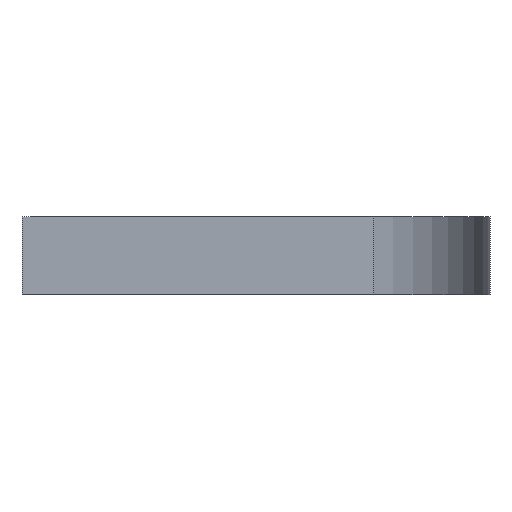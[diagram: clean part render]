
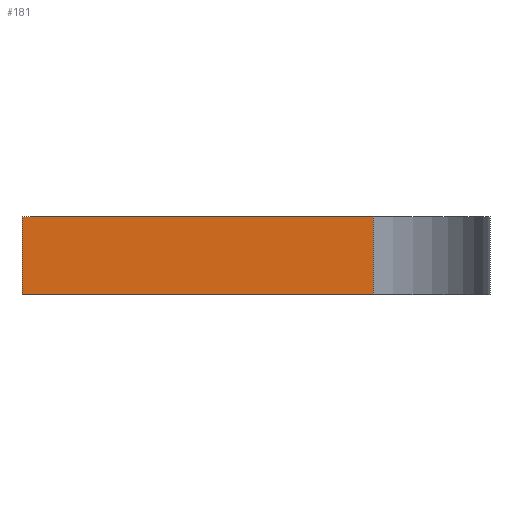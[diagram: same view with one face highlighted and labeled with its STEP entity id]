
A CAD part, left-side view. The second image highlights one B-rep face of the part: STEP entity #181.
In plain terms, the highlighted planar face has unit normal (1, 0, 0).
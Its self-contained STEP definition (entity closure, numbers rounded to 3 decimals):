
#129=CARTESIAN_POINT('Vertex',(110.,0.,0.)) ;
#132=CARTESIAN_POINT('Line Origine',(110.,0.,10.)) ;
#136=CARTESIAN_POINT('Vertex',(110.,0.,20.)) ;
#151=CARTESIAN_POINT('Axis2P3D Location',(110.,90.,0.)) ;
#156=CARTESIAN_POINT('Line Origine',(110.,45.,0.)) ;
#160=CARTESIAN_POINT('Vertex',(110.,90.,0.)) ;
#163=CARTESIAN_POINT('Line Origine',(110.,90.,10.)) ;
#167=CARTESIAN_POINT('Vertex',(110.,90.,20.)) ;
#170=CARTESIAN_POINT('Line Origine',(110.,45.,20.)) ;
#133=DIRECTION('Vector Direction',(0.,0.,1.)) ;
#152=DIRECTION('Axis2P3D Direction',(-1.,0.,0.)) ;
#153=DIRECTION('Axis2P3D XDirection',(0.,-1.,0.)) ;
#157=DIRECTION('Vector Direction',(0.,-1.,0.)) ;
#164=DIRECTION('Vector Direction',(0.,0.,1.)) ;
#171=DIRECTION('Vector Direction',(0.,-1.,0.)) ;
#154=AXIS2_PLACEMENT_3D('Plane Axis2P3D',#151,#152,#153) ;
#176=ORIENTED_EDGE('',*,*,#138,.F.) ;
#177=ORIENTED_EDGE('',*,*,#162,.T.) ;
#178=ORIENTED_EDGE('',*,*,#169,.T.) ;
#179=ORIENTED_EDGE('',*,*,#174,.F.) ;
#134=VECTOR('Line Direction',#133,1.) ;
#158=VECTOR('Line Direction',#157,1.) ;
#165=VECTOR('Line Direction',#164,1.) ;
#172=VECTOR('Line Direction',#171,1.) ;
#181=ADVANCED_FACE('\X2\62C94F38\X0\.1',(#180),#155,.F.) ;
#138=EDGE_CURVE('',#130,#137,#135,.T.) ;
#162=EDGE_CURVE('',#130,#161,#159,.F.) ;
#169=EDGE_CURVE('',#161,#168,#166,.T.) ;
#174=EDGE_CURVE('',#137,#168,#173,.F.) ;
#175=EDGE_LOOP('',(#176,#177,#178,#179)) ;
#180=FACE_OUTER_BOUND('',#175,.T.) ;
#135=LINE('Line',#132,#134) ;
#159=LINE('Line',#156,#158) ;
#166=LINE('Line',#163,#165) ;
#173=LINE('Line',#170,#172) ;
#155=PLANE('',#154) ;
#130=VERTEX_POINT('',#129) ;
#137=VERTEX_POINT('',#136) ;
#161=VERTEX_POINT('',#160) ;
#168=VERTEX_POINT('',#167) ;
